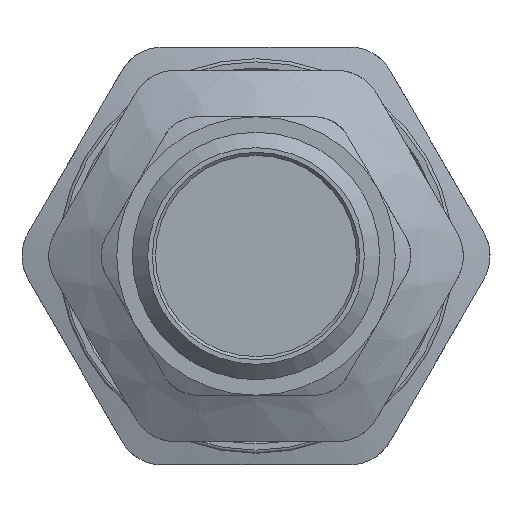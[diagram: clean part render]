
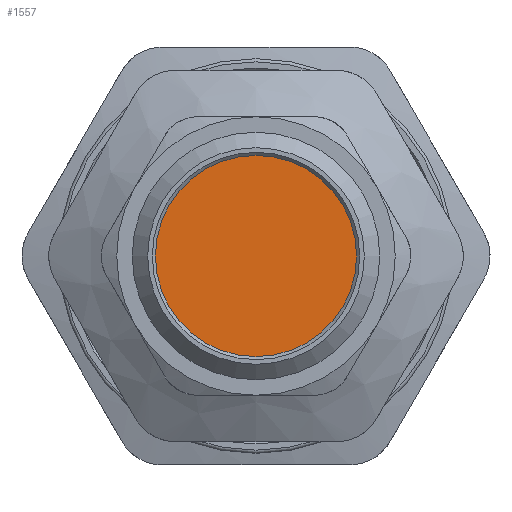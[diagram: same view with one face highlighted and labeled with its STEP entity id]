
A CAD part, front view. The second image highlights one B-rep face of the part: STEP entity #1557.
In plain terms, the highlighted planar face has unit normal (0, -1, 0).
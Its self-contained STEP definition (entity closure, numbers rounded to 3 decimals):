
#194=FACE_OUTER_BOUND('',#288,.T.);
#288=EDGE_LOOP('',(#975));
#530=CIRCLE('',#1681,6.5);
#590=VERTEX_POINT('',#2212);
#741=EDGE_CURVE('',#590,#590,#530,.T.);
#975=ORIENTED_EDGE('',*,*,#741,.F.);
#1431=PLANE('',#1680);
#1557=ADVANCED_FACE('',(#194),#1431,.F.);
#1680=AXIS2_PLACEMENT_3D('',#2211,#1843,#1844);
#1681=AXIS2_PLACEMENT_3D('',#2213,#1845,#1846);
#1843=DIRECTION('center_axis',(0.,1.,0.));
#1844=DIRECTION('ref_axis',(0.,0.,1.));
#1845=DIRECTION('center_axis',(0.,1.,0.));
#1846=DIRECTION('ref_axis',(1.,0.,0.));
#2211=CARTESIAN_POINT('Origin',(-3.804,-13.828,0.));
#2212=CARTESIAN_POINT('',(-10.304,-13.828,0.));
#2213=CARTESIAN_POINT('Origin',(-3.804,-13.828,0.));
